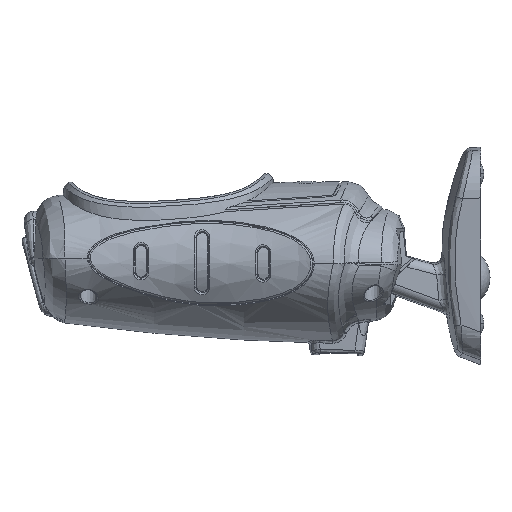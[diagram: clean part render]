
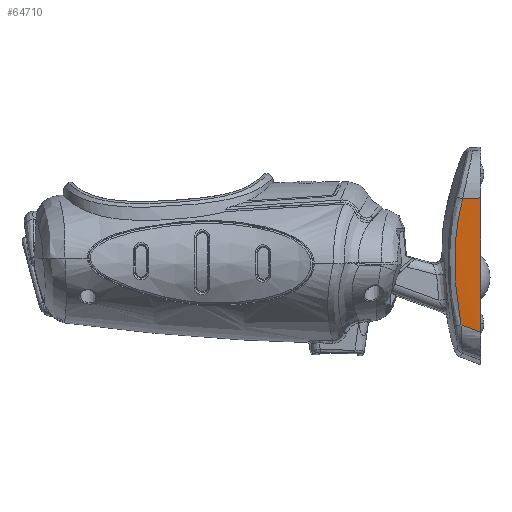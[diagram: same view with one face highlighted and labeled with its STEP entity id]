
A CAD part, left-side view. The second image highlights one B-rep face of the part: STEP entity #64710.
In plain terms, the highlighted free-form (B-spline) face has degree [1, 3] with [2, 4] control points.
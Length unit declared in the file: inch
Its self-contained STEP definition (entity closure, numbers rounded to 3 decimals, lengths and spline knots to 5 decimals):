
#554 = CARTESIAN_POINT ( 'NONE',  ( -1.47939, 0., -0.36551 ) ) ;
#1189 = CARTESIAN_POINT ( 'NONE',  ( -1.40195, 0.25604, -0.84666 ) ) ;
#4079 = CARTESIAN_POINT ( 'NONE',  ( -1.4899, 1.54559, 1.82453 ) ) ;
#6694 = ORIENTED_EDGE ( 'NONE', *, *, #71229, .F. ) ;
#8985 = CARTESIAN_POINT ( 'NONE',  ( -1.51725, 0.29218, 0.50983 ) ) ;
#11135 = CARTESIAN_POINT ( 'NONE',  ( -1.40195, 0.25604, -0.84666 ) ) ;
#11233 = CARTESIAN_POINT ( 'NONE',  ( -1.5258, 0., 0.21136 ) ) ;
#13851 = B_SPLINE_CURVE_WITH_KNOTS ( 'NONE', 3,
 ( #95847, #11233, #554, #20624 ),
 .UNSPECIFIED., .F., .F.,
 ( 4, 4 ),
 ( 0., 1. ),
 .UNSPECIFIED. ) ;
#15327 = CARTESIAN_POINT ( 'NONE',  ( -1.39991, 1.5439, 0.10356 ) ) ;
#16017 = B_SPLINE_CURVE_WITH_KNOTS ( 'NONE', 3,
 ( #81076, #55327, #54096, #16442 ),
 .UNSPECIFIED., .F., .F.,
 ( 4, 4 ),
 ( 0., 1. ),
 .UNSPECIFIED. ) ;
#16442 = CARTESIAN_POINT ( 'NONE',  ( -1.55386, 0., 0.78974 ) ) ;
#17758 = CARTESIAN_POINT ( 'NONE',  ( -1.41469, 0.28148, -0.71237 ) ) ;
#18375 = CARTESIAN_POINT ( 'NONE',  ( -1.45123, 0.32838, -0.30703 ) ) ;
#19004 = CARTESIAN_POINT ( 'NONE',  ( -1.48546, 0.3329, 0.10186 ) ) ;
#19323 = VERTEX_POINT ( 'NONE', #115140 ) ;
#20624 = CARTESIAN_POINT ( 'NONE',  ( -1.41463, 0., -0.94089 ) ) ;
#28408 = CARTESIAN_POINT ( 'NONE',  ( -1.49642, 0.32538, 0.23873 ) ) ;
#31190 = CARTESIAN_POINT ( 'NONE',  ( -1.41463, 0., -0.94089 ) ) ;
#33014 = CARTESIAN_POINT ( 'NONE',  ( -1.40617, 0.17069, -0.87807 ) ) ;
#35389 = CARTESIAN_POINT ( 'NONE',  ( -1.53299, -0.88757, -0.67888 ) ) ;
#36559 = CARTESIAN_POINT ( 'NONE',  ( -1.47989, 0.3349, 0.03348 ) ) ;
#37183 = CARTESIAN_POINT ( 'NONE',  ( -1.52715, 0.26645, 0.64404 ) ) ;
#43574 = CARTESIAN_POINT ( 'NONE',  ( -1.59886, -0.88805, 0.18523 ) ) ;
#46001 = CARTESIAN_POINT ( 'NONE',  ( -1.40195, 0.25604, -0.84666 ) ) ;
#47241 = CARTESIAN_POINT ( 'NONE',  ( -1.53664, 0.23409, 0.77729 ) ) ;
#48816 = ORIENTED_EDGE ( 'NONE', *, *, #79073, .F. ) ;
#54096 = CARTESIAN_POINT ( 'NONE',  ( -1.54817, 0.07803, 0.78559 ) ) ;
#55327 = CARTESIAN_POINT ( 'NONE',  ( -1.54243, 0.15606, 0.78144 ) ) ;
#61772 = CARTESIAN_POINT ( 'NONE',  ( -1.4263, -0.88709, -1.53793 ) ) ;
#62998 = FACE_OUTER_BOUND ( 'NONE', #91125, .T. ) ;
#64710 = ADVANCED_FACE ( 'NONE', ( #62998 ), #77246, .F. ) ;
#64793 = CARTESIAN_POINT ( 'NONE',  ( -1.47709, 0.33541, -0.00067 ) ) ;
#65902 = VERTEX_POINT ( 'NONE', #67752 ) ;
#67752 = CARTESIAN_POINT ( 'NONE',  ( -1.55386, 0., 0.78974 ) ) ;
#70489 = B_SPLINE_CURVE_WITH_KNOTS ( 'NONE', 3,
 ( #31190, #118891, #33014, #11135 ),
 .UNSPECIFIED., .F., .F.,
 ( 4, 4 ),
 ( 0., 1. ),
 .UNSPECIFIED. ) ;
#71229 = EDGE_CURVE ( 'NONE', #109633, #19323, #74518, .T. ) ;
#74518 = B_SPLINE_CURVE_WITH_KNOTS ( 'NONE', 3,
 ( #46001, #17758, #76064, #18375, #84828, #64793, #36559, #19004, #114292, #28408, #113669, #94845, #8985, #37183, #95481, #47241 ),
 .UNSPECIFIED., .F., .F.,
 ( 4, 2, 2, 2, 2, 2, 2, 4 ),
 ( 0., 0.25, 0.5, 0.5625, 0.625, 0.75, 0.875, 1. ),
 .UNSPECIFIED. ) ;
#76064 = CARTESIAN_POINT ( 'NONE',  ( -1.42711, 0.30131, -0.57761 ) ) ;
#77246 = B_SPLINE_SURFACE_WITH_KNOTS ( 'NONE', 1, 3, ( 
 ( #61772, #35389, #43574, #120029 ),
 ( #108777, #15327, #99374, #4079 ) ),
 .UNSPECIFIED., .F., .F., .F.,
 ( 2, 2 ),
 ( 4, 4 ),
 ( 0., 1. ),
 ( 4.58888, 4.68383 ),
 .UNSPECIFIED. ) ;
#77769 = EDGE_CURVE ( 'NONE', #65902, #104693, #13851, .T. ) ;
#79073 = EDGE_CURVE ( 'NONE', #104693, #109633, #70489, .T. ) ;
#81076 = CARTESIAN_POINT ( 'NONE',  ( -1.53664, 0.23409, 0.77729 ) ) ;
#84828 = CARTESIAN_POINT ( 'NONE',  ( -1.46293, 0.33563, -0.17121 ) ) ;
#91125 = EDGE_LOOP ( 'NONE', ( #48816, #112566, #116771, #6694 ) ) ;
#94845 = CARTESIAN_POINT ( 'NONE',  ( -1.51216, 0.30276, 0.44239 ) ) ;
#95481 = CARTESIAN_POINT ( 'NONE',  ( -1.53198, 0.2513, 0.71081 ) ) ;
#95847 = CARTESIAN_POINT ( 'NONE',  ( -1.55386, 0., 0.78974 ) ) ;
#99374 = CARTESIAN_POINT ( 'NONE',  ( -1.46535, 1.54474, 0.96346 ) ) ;
#100541 = CARTESIAN_POINT ( 'NONE',  ( -1.41463, 0., -0.94089 ) ) ;
#104693 = VERTEX_POINT ( 'NONE', #100541 ) ;
#108777 = CARTESIAN_POINT ( 'NONE',  ( -1.29386, 1.54306, -0.75131 ) ) ;
#109633 = VERTEX_POINT ( 'NONE', #1189 ) ;
#112566 = ORIENTED_EDGE ( 'NONE', *, *, #77769, .F. ) ;
#113669 = CARTESIAN_POINT ( 'NONE',  ( -1.50175, 0.31935, 0.30684 ) ) ;
#114292 = CARTESIAN_POINT ( 'NONE',  ( -1.48823, 0.3314, 0.13613 ) ) ;
#115140 = CARTESIAN_POINT ( 'NONE',  ( -1.53664, 0.23409, 0.77729 ) ) ;
#116771 = ORIENTED_EDGE ( 'NONE', *, *, #123161, .F. ) ;
#118891 = CARTESIAN_POINT ( 'NONE',  ( -1.4104, 0.08535, -0.90948 ) ) ;
#120029 = CARTESIAN_POINT ( 'NONE',  ( -1.62361, -0.88854, 1.05053 ) ) ;
#123161 = EDGE_CURVE ( 'NONE', #19323, #65902, #16017, .T. ) ;
